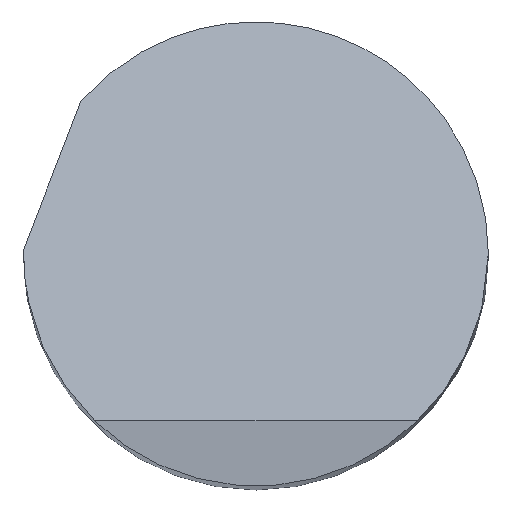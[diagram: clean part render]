
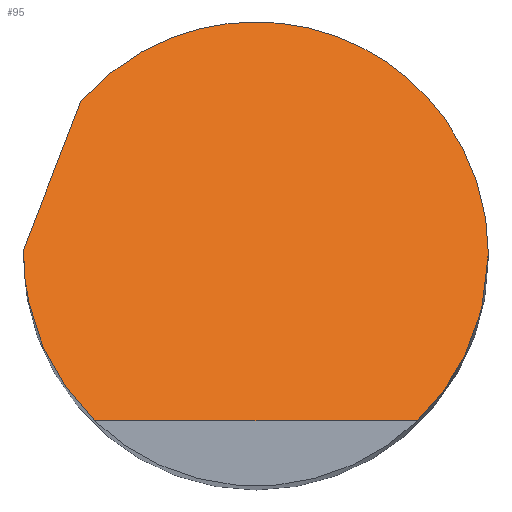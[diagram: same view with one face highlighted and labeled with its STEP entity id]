
A CAD part, top view. The second image highlights one B-rep face of the part: STEP entity #95.
In plain terms, the highlighted planar face has unit normal (0, 0.707, 0.707).
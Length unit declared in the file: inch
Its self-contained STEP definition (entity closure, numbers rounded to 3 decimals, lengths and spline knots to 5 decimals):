
#4 = ORIENTED_EDGE ( 'NONE', *, *, #69, .F. ) ;
#14 = CARTESIAN_POINT ( 'NONE',  ( -0.31638, -0.1672, 2.9872 ) ) ;
#26 = CARTESIAN_POINT ( 'NONE',  ( 0.22307, -0.13222, 2.95222 ) ) ;
#27 = ORIENTED_EDGE ( 'NONE', *, *, #392, .T. ) ;
#32 = EDGE_CURVE ( 'NONE', #369, #224, #303, .T. ) ;
#43 = CARTESIAN_POINT ( 'NONE',  ( -0.22307, -0.13222, 2.95222 ) ) ;
#52 = EDGE_CURVE ( 'NONE', #195, #106, #348, .T. ) ;
#54 = CARTESIAN_POINT ( 'NONE',  ( -0.17349, -0.18, 3. ) ) ;
#69 = EDGE_CURVE ( 'NONE', #106, #177, #320, .T. ) ;
#93 = CARTESIAN_POINT ( 'NONE',  ( -0.25, 0., 2.82 ) ) ;
#95 = ADVANCED_FACE ( 'NONE', ( #310 ), #280, .F. ) ;
#97 = CARTESIAN_POINT ( 'NONE',  ( 0.25, 0., 2.82 ) ) ;
#98 = ORIENTED_EDGE ( 'NONE', *, *, #32, .F. ) ;
#99 = CARTESIAN_POINT ( 'NONE',  ( -0.24995, 0.005, 2.815 ) ) ;
#103 = AXIS2_PLACEMENT_3D ( 'NONE', #170, #353, #312 ) ;
#106 = VERTEX_POINT ( 'NONE', #93 ) ;
#115 = CARTESIAN_POINT ( 'NONE',  ( -0.25, 0., 2.82 ) ) ;
#128 = EDGE_CURVE ( 'NONE', #224, #397, #427, .T. ) ;
#131 = CARTESIAN_POINT ( 'NONE',  ( -0.24995, 0.005, 2.815 ) ) ;
#158 = CARTESIAN_POINT ( 'NONE',  ( -0.17349, -0.18, 3. ) ) ;
#169 = EDGE_CURVE ( 'NONE', #177, #369, #434, .T. ) ;
#170 = CARTESIAN_POINT ( 'NONE',  ( -0.25, -0.18, 3. ) ) ;
#171 = DIRECTION ( 'NONE',  ( 0.263, 0.682, -0.682 ) ) ;
#177 = VERTEX_POINT ( 'NONE', #99 ) ;
#191 = LINE ( 'NONE', #297, #446 ) ;
#193 = ORIENTED_EDGE ( 'NONE', *, *, #52, .F. ) ;
#195 = VERTEX_POINT ( 'NONE', #54 ) ;
#214 = DIRECTION ( 'NONE',  ( 1., 0., 0. ) ) ;
#224 = VERTEX_POINT ( 'NONE', #293 ) ;
#230 = CARTESIAN_POINT ( 'NONE',  ( -0.18855, 0.16416, 2.65584 ) ) ;
#242 = VECTOR ( 'NONE', #171, 39.37008 ) ;
#257 = ORIENTED_EDGE ( 'NONE', *, *, #169, .F. ) ;
#260 = CARTESIAN_POINT ( 'NONE',  ( -0.25, 0.00167, 2.81833 ) ) ;
#276 = CARTESIAN_POINT ( 'NONE',  ( 0.25, -0.06885, 2.88885 ) ) ;
#280 = PLANE ( 'NONE',  #103 ) ;
#293 = CARTESIAN_POINT ( 'NONE',  ( 0.25, 0., 2.82 ) ) ;
#295 = CARTESIAN_POINT ( 'NONE',  ( -0.18855, 0.16416, 2.65584 ) ) ;
#297 = CARTESIAN_POINT ( 'NONE',  ( 0., -0.18, 3. ) ) ;
#299 = CARTESIAN_POINT ( 'NONE',  ( 0.25, 0.27527, 2.54473 ) ) ;
#300 = CARTESIAN_POINT ( 'NONE',  ( 0.17349, -0.18, 3. ) ) ;
#303 =( BOUNDED_CURVE ( )  B_SPLINE_CURVE ( 3, ( #230, #340, #299, #378 ),
 .UNSPECIFIED., .F., .T. ) 
 B_SPLINE_CURVE_WITH_KNOTS ( ( 4, 4 ),
 ( 5.42872, 7.85398 ),
 .UNSPECIFIED. ) 
 CURVE ( )  GEOMETRIC_REPRESENTATION_ITEM ( )  RATIONAL_B_SPLINE_CURVE ( ( 1., 0.567, 0.567, 1. ) ) 
 REPRESENTATION_ITEM ( '' )  );
#304 = EDGE_LOOP ( 'NONE', ( #257, #4, #193, #27, #351, #98 ) ) ;
#306 = CARTESIAN_POINT ( 'NONE',  ( -0.25, 0., 2.82 ) ) ;
#310 = FACE_OUTER_BOUND ( 'NONE', #304, .T. ) ;
#312 = DIRECTION ( 'NONE',  ( 0., 0.707, -0.707 ) ) ;
#320 =( BOUNDED_CURVE ( )  B_SPLINE_CURVE ( 3, ( #115, #260, #417, #131 ),
 .UNSPECIFIED., .F., .T. ) 
 B_SPLINE_CURVE_WITH_KNOTS ( ( 4, 4 ),
 ( 4.71239, 4.73239 ),
 .UNSPECIFIED. ) 
 CURVE ( )  GEOMETRIC_REPRESENTATION_ITEM ( )  RATIONAL_B_SPLINE_CURVE ( ( 1., 1., 1., 1. ) ) 
 REPRESENTATION_ITEM ( '' )  );
#340 = CARTESIAN_POINT ( 'NONE',  ( -0.0078, 0.37177, 2.44823 ) ) ;
#348 =( BOUNDED_CURVE ( )  B_SPLINE_CURVE ( 3, ( #158, #43, #455, #306 ),
 .UNSPECIFIED., .F., .T. ) 
 B_SPLINE_CURVE_WITH_KNOTS ( ( 4, 4 ),
 ( 3.90859, 4.71239 ),
 .UNSPECIFIED. ) 
 CURVE ( )  GEOMETRIC_REPRESENTATION_ITEM ( )  RATIONAL_B_SPLINE_CURVE ( ( 1., 0.947, 0.947, 1. ) ) 
 REPRESENTATION_ITEM ( '' )  );
#351 = ORIENTED_EDGE ( 'NONE', *, *, #128, .F. ) ;
#353 = DIRECTION ( 'NONE',  ( 0., -0.707, -0.707 ) ) ;
#369 = VERTEX_POINT ( 'NONE', #295 ) ;
#378 = CARTESIAN_POINT ( 'NONE',  ( 0.25, 0., 2.82 ) ) ;
#392 = EDGE_CURVE ( 'NONE', #195, #397, #191, .T. ) ;
#397 = VERTEX_POINT ( 'NONE', #300 ) ;
#417 = CARTESIAN_POINT ( 'NONE',  ( -0.24998, 0.00333, 2.81667 ) ) ;
#427 =( BOUNDED_CURVE ( )  B_SPLINE_CURVE ( 3, ( #97, #276, #26, #430 ),
 .UNSPECIFIED., .F., .T. ) 
 B_SPLINE_CURVE_WITH_KNOTS ( ( 4, 4 ),
 ( 1.5708, 2.3746 ),
 .UNSPECIFIED. ) 
 CURVE ( )  GEOMETRIC_REPRESENTATION_ITEM ( )  RATIONAL_B_SPLINE_CURVE ( ( 1., 0.947, 0.947, 1. ) ) 
 REPRESENTATION_ITEM ( '' )  );
#430 = CARTESIAN_POINT ( 'NONE',  ( 0.17349, -0.18, 3. ) ) ;
#434 = LINE ( 'NONE', #14, #242 ) ;
#446 = VECTOR ( 'NONE', #214, 39.37008 ) ;
#455 = CARTESIAN_POINT ( 'NONE',  ( -0.25, -0.06885, 2.88885 ) ) ;
